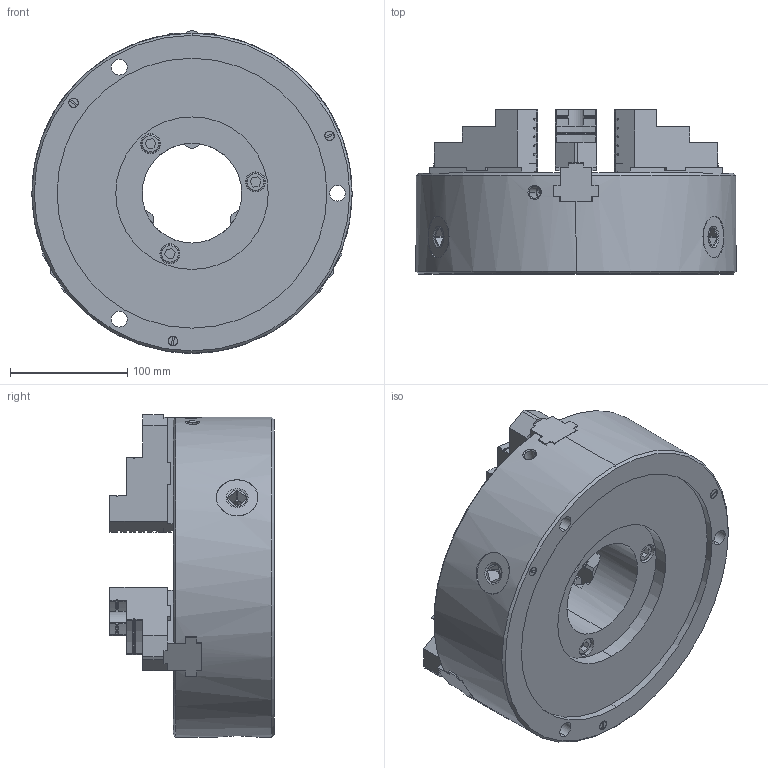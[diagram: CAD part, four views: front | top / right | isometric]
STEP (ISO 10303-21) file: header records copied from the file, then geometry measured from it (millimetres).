
FILE_DESCRIPTION (( 'STEP AP214' ), '1' );
FILE_NAME ('JN10TN.STEP', '2015-07-01T02:28:46', ( '' ), ( '' ), 'SwSTEP 2.0', 'SolidWorks 2014', '' );
FILE_SCHEMA (( 'AUTOMOTIVE_DESIGN' ));
Length unit declared in the file: millimetre
Products named in the file (1): JN10TN
Bounding box: 273 x 140 x 275 mm (x, y, z)
Volume: 4504209.2 mm3; surface area: 300462.8 mm2
Topology: 1 solids, 1 shells, 651 faces, 1828 edges, 1184 vertices
Faces by surface type: plane 362, cylinder 162, cone 95, torus 28, sphere 4
Entity records: 21927 total; most frequent: CARTESIAN_POINT 5375, ORIENTED_EDGE 3626, DIRECTION 3238, EDGE_CURVE 1813, VERTEX_POINT 1181, VECTOR 1092, LINE 1092, AXIS2_PLACEMENT_3D 1073
